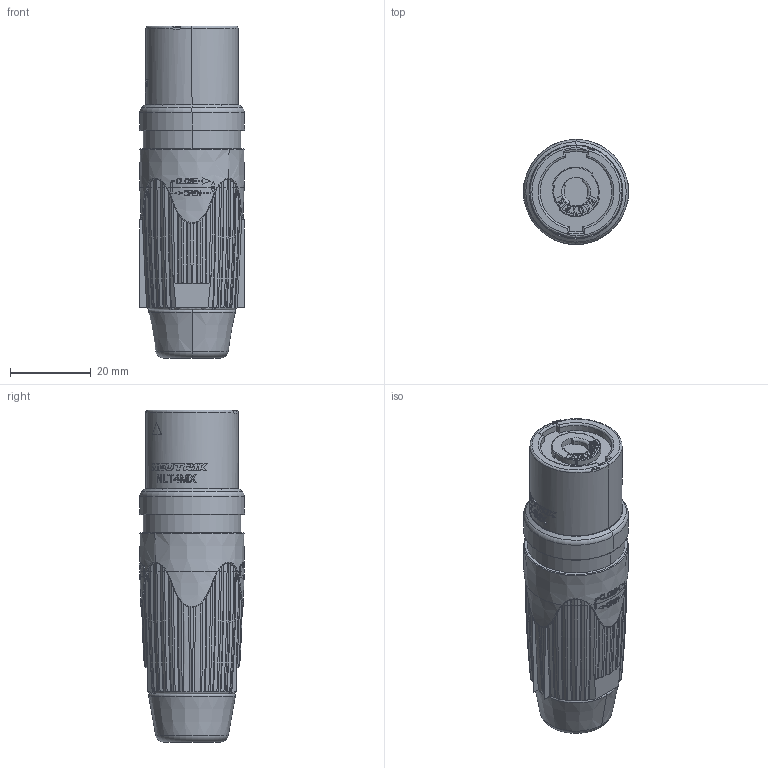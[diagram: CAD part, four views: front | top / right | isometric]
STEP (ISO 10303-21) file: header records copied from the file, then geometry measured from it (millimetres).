
FILE_DESCRIPTION((''),'2;1');
FILE_NAME('NLT4MXX','2021-02-11T13:35:49',('sfr'),(''),'CREO PARAMETRIC BY PTC INC, 2019080','CREO PARAMETRIC BY PTC INC, 2019080','');
FILE_SCHEMA(('CONFIG_CONTROL_DESIGN'));
Products named in the file (1): NLT4MXX
Bounding box: 26.1 x 26.12 x 82.45 mm (x, y, z)
Volume: 35655.8 mm3; surface area: 8548.7 mm2
Topology: 1 solids, 3 shells, 1184 faces, 3246 edges, 2111 vertices
Faces by surface type: plane 630, bspline 249, cone 100, extrusion 79, torus 62, cylinder 60, sphere 2, revolution 2
Entity records: 46287 total; most frequent: CARTESIAN_POINT 19076, ORIENTED_EDGE 6448, DIRECTION 4424, EDGE_CURVE 3228, VERTEX_POINT 2111, AXIS2_PLACEMENT_3D 1555, B_SPLINE_CURVE_WITH_KNOTS 1374, VECTOR 1312
